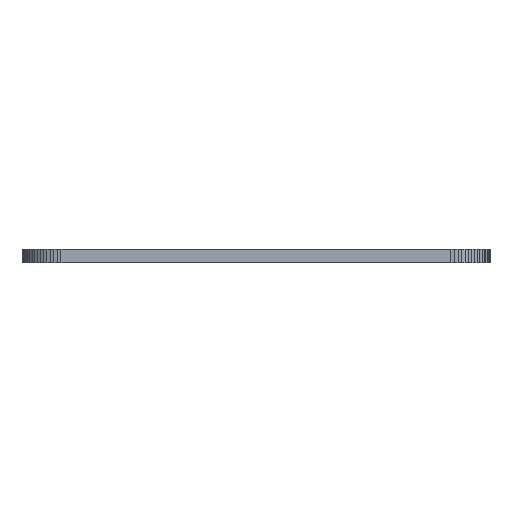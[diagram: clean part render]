
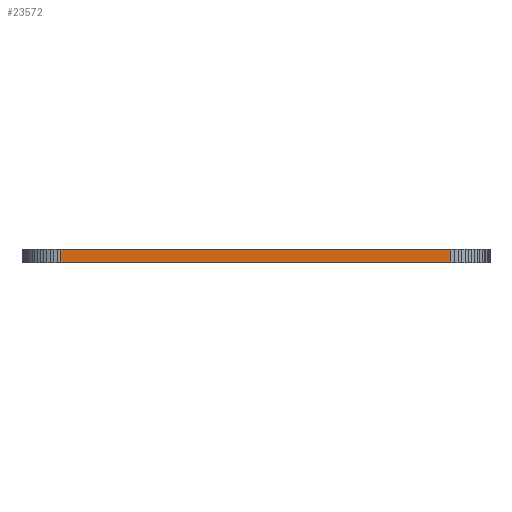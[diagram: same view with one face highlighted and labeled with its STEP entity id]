
A CAD part, left-side view. The second image highlights one B-rep face of the part: STEP entity #23572.
In plain terms, the highlighted planar face has unit normal (-1, 0, 0).
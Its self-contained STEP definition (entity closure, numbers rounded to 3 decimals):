
#1196=FACE_OUTER_BOUND('',#2314,.T.);
#2314=EDGE_LOOP('',(#19047,#19048,#19049,#19050));
#5684=LINE('',#36911,#9024);
#5686=LINE('',#36915,#9026);
#5687=LINE('',#36917,#9027);
#5688=LINE('',#36918,#9028);
#9024=VECTOR('',#30224,1.);
#9026=VECTOR('',#30228,1.);
#9027=VECTOR('',#30229,1.);
#9028=VECTOR('',#30230,1.);
#11279=VERTEX_POINT('',#36908);
#11280=VERTEX_POINT('',#36910);
#11281=VERTEX_POINT('',#36914);
#11282=VERTEX_POINT('',#36916);
#14604=EDGE_CURVE('',#11280,#11279,#5684,.T.);
#14606=EDGE_CURVE('',#11279,#11281,#5686,.T.);
#14607=EDGE_CURVE('',#11282,#11281,#5687,.T.);
#14608=EDGE_CURVE('',#11280,#11282,#5688,.T.);
#19047=ORIENTED_EDGE('',*,*,#14604,.T.);
#19048=ORIENTED_EDGE('',*,*,#14606,.T.);
#19049=ORIENTED_EDGE('',*,*,#14607,.F.);
#19050=ORIENTED_EDGE('',*,*,#14608,.F.);
#22454=PLANE('',#24713);
#23572=ADVANCED_FACE('',(#1196),#22454,.T.);
#24713=AXIS2_PLACEMENT_3D('',#36913,#30226,#30227);
#30224=DIRECTION('',(0.,0.,1.));
#30226=DIRECTION('center_axis',(-1.,0.,0.));
#30227=DIRECTION('ref_axis',(0.,1.,0.));
#30228=DIRECTION('',(0.,1.,0.));
#30229=DIRECTION('',(0.,0.,1.));
#30230=DIRECTION('',(0.,1.,0.));
#36908=CARTESIAN_POINT('',(-104.775,-23.813,1.6));
#36910=CARTESIAN_POINT('',(-104.775,-23.813,0.));
#36911=CARTESIAN_POINT('',(-104.775,-23.813,0.));
#36913=CARTESIAN_POINT('Origin',(-104.775,-23.813,0.));
#36914=CARTESIAN_POINT('',(-104.775,23.813,1.6));
#36915=CARTESIAN_POINT('',(-104.775,-23.813,1.6));
#36916=CARTESIAN_POINT('',(-104.775,23.813,0.));
#36917=CARTESIAN_POINT('',(-104.775,23.813,0.));
#36918=CARTESIAN_POINT('',(-104.775,-23.813,0.));
